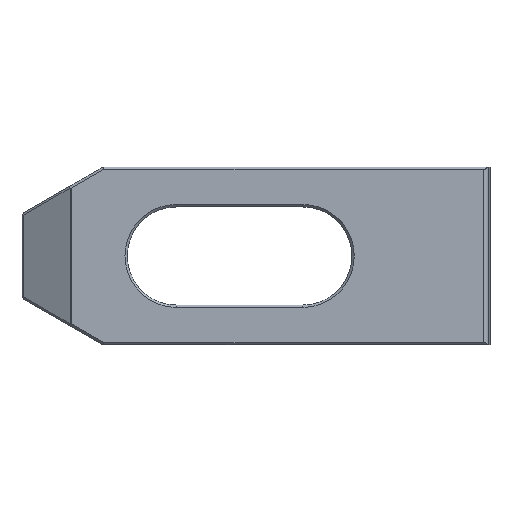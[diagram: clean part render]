
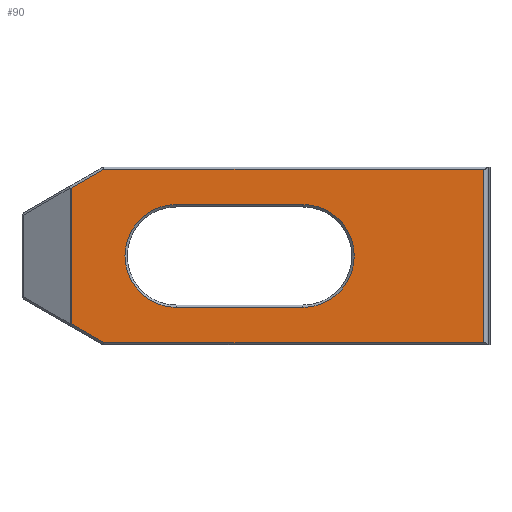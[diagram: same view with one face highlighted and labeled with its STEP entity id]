
A CAD part, top view. The second image highlights one B-rep face of the part: STEP entity #90.
In plain terms, the highlighted planar face has unit normal (0, 0, 1).
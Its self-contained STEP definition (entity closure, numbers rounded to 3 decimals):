
#90 = ADVANCED_FACE( '', ( #168, #169 ), #170, .T. );
#168 = FACE_BOUND( '', #294, .T. );
#169 = FACE_OUTER_BOUND( '', #295, .T. );
#170 = PLANE( '', #296 );
#294 = EDGE_LOOP( '', ( #540, #541, #542, #543 ) );
#295 = EDGE_LOOP( '', ( #544, #545, #546, #547, #548, #549 ) );
#296 = AXIS2_PLACEMENT_3D( '', #550, #551, #552 );
#540 = ORIENTED_EDGE( '', *, *, #999, .T. );
#541 = ORIENTED_EDGE( '', *, *, #1000, .T. );
#542 = ORIENTED_EDGE( '', *, *, #1001, .T. );
#543 = ORIENTED_EDGE( '', *, *, #1002, .T. );
#544 = ORIENTED_EDGE( '', *, *, #1003, .T. );
#545 = ORIENTED_EDGE( '', *, *, #1004, .T. );
#546 = ORIENTED_EDGE( '', *, *, #1005, .T. );
#547 = ORIENTED_EDGE( '', *, *, #1006, .T. );
#548 = ORIENTED_EDGE( '', *, *, #1007, .T. );
#549 = ORIENTED_EDGE( '', *, *, #945, .T. );
#550 = CARTESIAN_POINT( '', ( -22.608, -19., 19. ) );
#551 = DIRECTION( '', ( 0., 0., 1. ) );
#552 = DIRECTION( '', ( 1., 0., 0. ) );
#945 = EDGE_CURVE( '', #1143, #1141, #1144, .T. );
#999 = EDGE_CURVE( '', #1234, #1235, #1236, .T. );
#1000 = EDGE_CURVE( '', #1235, #1237, #1238, .F. );
#1001 = EDGE_CURVE( '', #1237, #1239, #1240, .T. );
#1002 = EDGE_CURVE( '', #1239, #1234, #1241, .F. );
#1003 = EDGE_CURVE( '', #1141, #1242, #1243, .T. );
#1004 = EDGE_CURVE( '', #1242, #1244, #1245, .T. );
#1005 = EDGE_CURVE( '', #1244, #1246, #1247, .T. );
#1006 = EDGE_CURVE( '', #1246, #1248, #1249, .T. );
#1007 = EDGE_CURVE( '', #1248, #1143, #1250, .T. );
#1141 = VERTEX_POINT( '', #1448 );
#1143 = VERTEX_POINT( '', #1450 );
#1144 = LINE( '', #1451, #1452 );
#1234 = VERTEX_POINT( '', #1594 );
#1235 = VERTEX_POINT( '', #1595 );
#1236 = LINE( '', #1596, #1597 );
#1237 = VERTEX_POINT( '', #1598 );
#1238 = CIRCLE( '', #1599, 11. );
#1239 = VERTEX_POINT( '', #1600 );
#1240 = LINE( '', #1601, #1602 );
#1241 = CIRCLE( '', #1603, 11. );
#1242 = VERTEX_POINT( '', #1604 );
#1243 = LINE( '', #1605, #1606 );
#1244 = VERTEX_POINT( '', #1607 );
#1245 = LINE( '', #1608, #1609 );
#1246 = VERTEX_POINT( '', #1610 );
#1247 = LINE( '', #1611, #1612 );
#1248 = VERTEX_POINT( '', #1613 );
#1249 = LINE( '', #1614, #1615 );
#1250 = LINE( '', #1616, #1617 );
#1448 = CARTESIAN_POINT( '', ( 65.632, -18.5, 19. ) );
#1450 = CARTESIAN_POINT( '', ( -15.546, -18.5, 19. ) );
#1451 = CARTESIAN_POINT( '', ( -22.608, -18.5, 19. ) );
#1452 = VECTOR( '', #1849, 1000. );
#1594 = CARTESIAN_POINT( '', ( 0., 11., 19. ) );
#1595 = CARTESIAN_POINT( '', ( 27., 11., 19. ) );
#1596 = CARTESIAN_POINT( '', ( 27., 11., 19. ) );
#1597 = VECTOR( '', #1905, 1000. );
#1598 = CARTESIAN_POINT( '', ( 27., -11., 19. ) );
#1599 = AXIS2_PLACEMENT_3D( '', #1906, #1907, #1908 );
#1600 = CARTESIAN_POINT( '', ( 0., -11., 19. ) );
#1601 = CARTESIAN_POINT( '', ( 0., -11., 19. ) );
#1602 = VECTOR( '', #1909, 1000. );
#1603 = AXIS2_PLACEMENT_3D( '', #1910, #1911, #1912 );
#1604 = CARTESIAN_POINT( '', ( 65.632, 18.5, 19. ) );
#1605 = CARTESIAN_POINT( '', ( 65.632, -19., 19. ) );
#1606 = VECTOR( '', #1913, 1000. );
#1607 = CARTESIAN_POINT( '', ( -15.546, 18.5, 19. ) );
#1608 = CARTESIAN_POINT( '', ( -14.679, 18.5, 19. ) );
#1609 = VECTOR( '', #1914, 1000. );
#1610 = CARTESIAN_POINT( '', ( -22.474, 14.5, 19. ) );
#1611 = CARTESIAN_POINT( '', ( -37.08, 6.067, 19. ) );
#1612 = VECTOR( '', #1915, 1000. );
#1613 = CARTESIAN_POINT( '', ( -22.474, -14.5, 19. ) );
#1614 = CARTESIAN_POINT( '', ( -22.474, -19., 19. ) );
#1615 = VECTOR( '', #1916, 1000. );
#1616 = CARTESIAN_POINT( '', ( -20.626, -15.567, 19. ) );
#1617 = VECTOR( '', #1917, 1000. );
#1849 = DIRECTION( '', ( 1., 0., 0. ) );
#1905 = DIRECTION( '', ( 1., 0., 0. ) );
#1906 = CARTESIAN_POINT( '', ( 27., 0., 19. ) );
#1907 = DIRECTION( '', ( 0., 0., 1. ) );
#1908 = DIRECTION( '', ( 1., 0., 0. ) );
#1909 = DIRECTION( '', ( -1., 0., 0. ) );
#1910 = CARTESIAN_POINT( '', ( 0., 0., 19. ) );
#1911 = DIRECTION( '', ( 0., 0., 1. ) );
#1912 = DIRECTION( '', ( 1., 0., 0. ) );
#1913 = DIRECTION( '', ( 0., 1., 0. ) );
#1914 = DIRECTION( '', ( -1., 0., 0. ) );
#1915 = DIRECTION( '', ( -0.866, -0.5, 0. ) );
#1916 = DIRECTION( '', ( 0., -1., 0. ) );
#1917 = DIRECTION( '', ( 0.866, -0.5, 0. ) );
